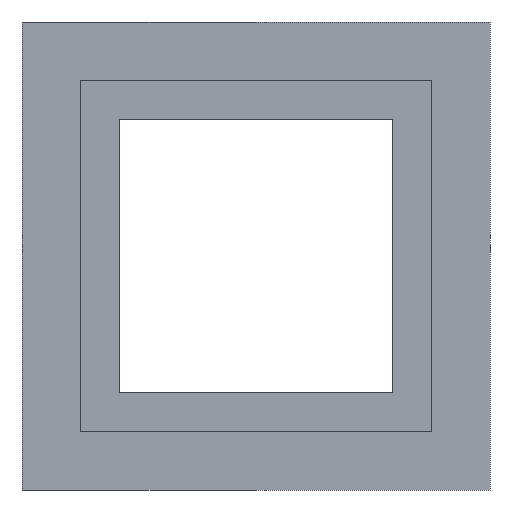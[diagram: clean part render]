
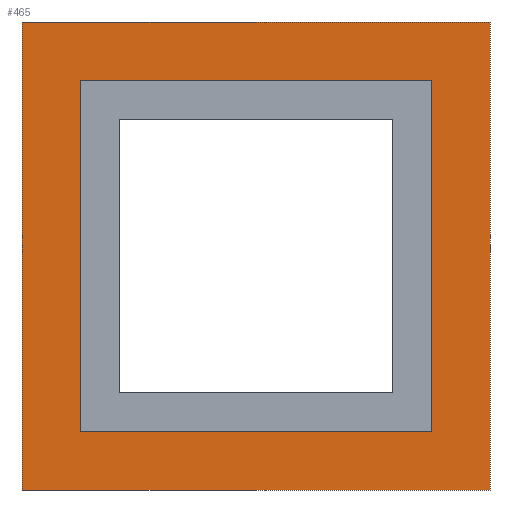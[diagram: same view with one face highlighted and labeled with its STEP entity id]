
A CAD part, front view. The second image highlights one B-rep face of the part: STEP entity #465.
In plain terms, the highlighted planar face has unit normal (0, -1, 0).
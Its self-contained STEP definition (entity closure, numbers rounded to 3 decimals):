
#2 = DIRECTION ( 'NONE',  ( 0., 0., 1. ) ) ;
#3 = CARTESIAN_POINT ( 'NONE',  ( 0., -4.8, -9.05 ) ) ;
#7 = LINE ( 'NONE', #336, #139 ) ;
#17 = FACE_OUTER_BOUND ( 'NONE', #390, .T. ) ;
#25 = LINE ( 'NONE', #348, #185 ) ;
#26 = ORIENTED_EDGE ( 'NONE', *, *, #207, .F. ) ;
#28 = CARTESIAN_POINT ( 'NONE',  ( 0., -4.8, 12.05 ) ) ;
#47 = VECTOR ( 'NONE', #230, 1000. ) ;
#48 = AXIS2_PLACEMENT_3D ( 'NONE', #340, #351, #261 ) ;
#51 = CARTESIAN_POINT ( 'NONE',  ( -9.05, -4.8, -9.05 ) ) ;
#56 = CARTESIAN_POINT ( 'NONE',  ( 12.05, -4.8, 0. ) ) ;
#66 = EDGE_LOOP ( 'NONE', ( #314, #187, #232, #318 ) ) ;
#72 = VECTOR ( 'NONE', #90, 1000. ) ;
#90 = DIRECTION ( 'NONE',  ( 1., 0., 0. ) ) ;
#93 = DIRECTION ( 'NONE',  ( 1., 0., 0. ) ) ;
#108 = ORIENTED_EDGE ( 'NONE', *, *, #386, .F. ) ;
#123 = VERTEX_POINT ( 'NONE', #361 ) ;
#125 = VECTOR ( 'NONE', #260, 1000. ) ;
#131 = LINE ( 'NONE', #487, #125 ) ;
#136 = CARTESIAN_POINT ( 'NONE',  ( 9.05, -4.8, 9.05 ) ) ;
#139 = VECTOR ( 'NONE', #170, 1000. ) ;
#170 = DIRECTION ( 'NONE',  ( 0., 0., 1. ) ) ;
#174 = LINE ( 'NONE', #335, #239 ) ;
#180 = FACE_BOUND ( 'NONE', #66, .T. ) ;
#185 = VECTOR ( 'NONE', #93, 1000. ) ;
#187 = ORIENTED_EDGE ( 'NONE', *, *, #295, .T. ) ;
#193 = ORIENTED_EDGE ( 'NONE', *, *, #251, .T. ) ;
#203 = EDGE_CURVE ( 'NONE', #289, #425, #206, .T. ) ;
#206 = LINE ( 'NONE', #366, #354 ) ;
#207 = EDGE_CURVE ( 'NONE', #391, #369, #131, .T. ) ;
#210 = EDGE_CURVE ( 'NONE', #123, #425, #174, .T. ) ;
#219 = LINE ( 'NONE', #3, #72 ) ;
#230 = DIRECTION ( 'NONE',  ( 1., 0., 0. ) ) ;
#232 = ORIENTED_EDGE ( 'NONE', *, *, #210, .T. ) ;
#239 = VECTOR ( 'NONE', #297, 1000. ) ;
#249 = VERTEX_POINT ( 'NONE', #51 ) ;
#251 = EDGE_CURVE ( 'NONE', #482, #452, #294, .T. ) ;
#260 = DIRECTION ( 'NONE',  ( 0., 0., 1. ) ) ;
#261 = DIRECTION ( 'NONE',  ( 0., 0., 1. ) ) ;
#272 = EDGE_CURVE ( 'NONE', #249, #289, #219, .T. ) ;
#275 = CARTESIAN_POINT ( 'NONE',  ( 12.05, -4.8, 12.05 ) ) ;
#282 = CARTESIAN_POINT ( 'NONE',  ( 12.05, -4.8, -12.05 ) ) ;
#289 = VERTEX_POINT ( 'NONE', #339 ) ;
#294 = LINE ( 'NONE', #56, #307 ) ;
#295 = EDGE_CURVE ( 'NONE', #249, #123, #7, .T. ) ;
#297 = DIRECTION ( 'NONE',  ( 1., 0., 0. ) ) ;
#307 = VECTOR ( 'NONE', #375, 1000. ) ;
#314 = ORIENTED_EDGE ( 'NONE', *, *, #272, .F. ) ;
#318 = ORIENTED_EDGE ( 'NONE', *, *, #203, .F. ) ;
#335 = CARTESIAN_POINT ( 'NONE',  ( 0., -4.8, 9.05 ) ) ;
#336 = CARTESIAN_POINT ( 'NONE',  ( -9.05, -4.8, 0. ) ) ;
#339 = CARTESIAN_POINT ( 'NONE',  ( 9.05, -4.8, -9.05 ) ) ;
#340 = CARTESIAN_POINT ( 'NONE',  ( 0., -4.8, 0. ) ) ;
#348 = CARTESIAN_POINT ( 'NONE',  ( 0., -4.8, -12.05 ) ) ;
#351 = DIRECTION ( 'NONE',  ( 0., 1., 0. ) ) ;
#354 = VECTOR ( 'NONE', #2, 1000. ) ;
#361 = CARTESIAN_POINT ( 'NONE',  ( -9.05, -4.8, 9.05 ) ) ;
#366 = CARTESIAN_POINT ( 'NONE',  ( 9.05, -4.8, 0. ) ) ;
#369 = VERTEX_POINT ( 'NONE', #497 ) ;
#375 = DIRECTION ( 'NONE',  ( 0., 0., 1. ) ) ;
#380 = LINE ( 'NONE', #28, #47 ) ;
#386 = EDGE_CURVE ( 'NONE', #369, #452, #380, .T. ) ;
#387 = ORIENTED_EDGE ( 'NONE', *, *, #398, .T. ) ;
#389 = PLANE ( 'NONE',  #48 ) ;
#390 = EDGE_LOOP ( 'NONE', ( #193, #108, #26, #387 ) ) ;
#391 = VERTEX_POINT ( 'NONE', #451 ) ;
#398 = EDGE_CURVE ( 'NONE', #391, #482, #25, .T. ) ;
#425 = VERTEX_POINT ( 'NONE', #136 ) ;
#451 = CARTESIAN_POINT ( 'NONE',  ( -12.05, -4.8, -12.05 ) ) ;
#452 = VERTEX_POINT ( 'NONE', #275 ) ;
#465 = ADVANCED_FACE ( 'NONE', ( #17, #180 ), #389, .F. ) ;
#482 = VERTEX_POINT ( 'NONE', #282 ) ;
#487 = CARTESIAN_POINT ( 'NONE',  ( -12.05, -4.8, 0. ) ) ;
#497 = CARTESIAN_POINT ( 'NONE',  ( -12.05, -4.8, 12.05 ) ) ;
